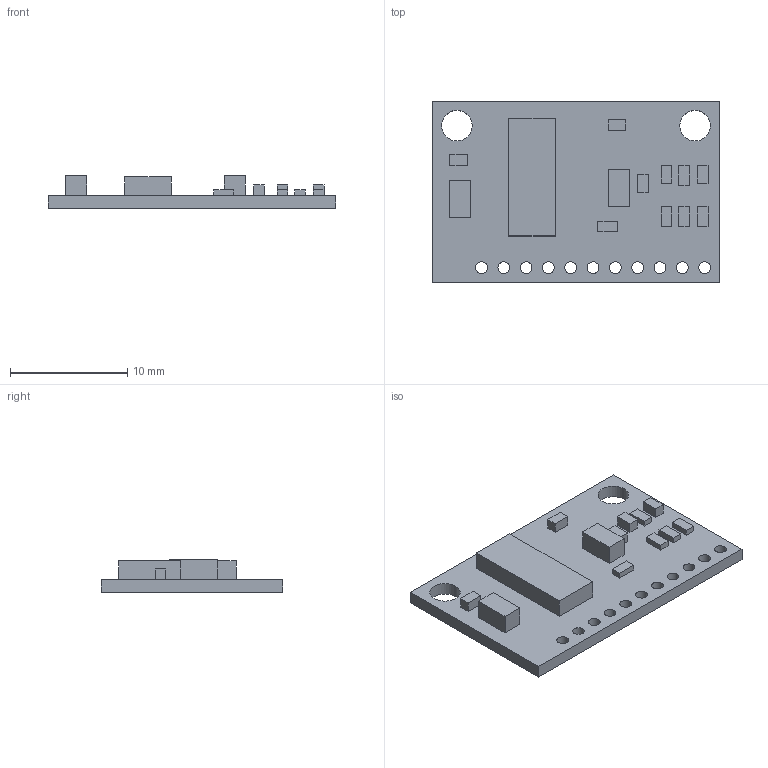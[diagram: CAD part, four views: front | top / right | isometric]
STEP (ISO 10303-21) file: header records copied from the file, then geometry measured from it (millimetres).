
FILE_DESCRIPTION(('FreeCAD Model'),'2;1');
FILE_NAME('PAM8403.step' ,'2020-04-06T12:26:08',('Author'),(''), 'Open CASCADE STEP processor 6.8','FreeCAD','Unknown');
FILE_SCHEMA(('AUTOMOTIVE_DESIGN_CC2 { 1 2 10303 214 -1 1 5 4 }'));
Length unit declared in the file: millimetre
Products named in the file (1): PAM8403
Bounding box: 24.5 x 15.5 x 2.8 mm (x, y, z)
Volume: 490 mm3; surface area: 978.4 mm2
Topology: 1 solids, 1 shells, 84 faces, 207 edges, 138 vertices
Faces by surface type: plane 71, cylinder 13
Full cylindrical faces by diameter (mm): 1 x11, 2.6 x2
Entity records: 5881 total; most frequent: CARTESIAN_POINT 1000, DIRECTION 791, LINE 569, VECTOR 569, ORIENTED_EDGE 414, PCURVE 414, DEFINITIONAL_REPRESENTATION 414, EDGE_CURVE 207
